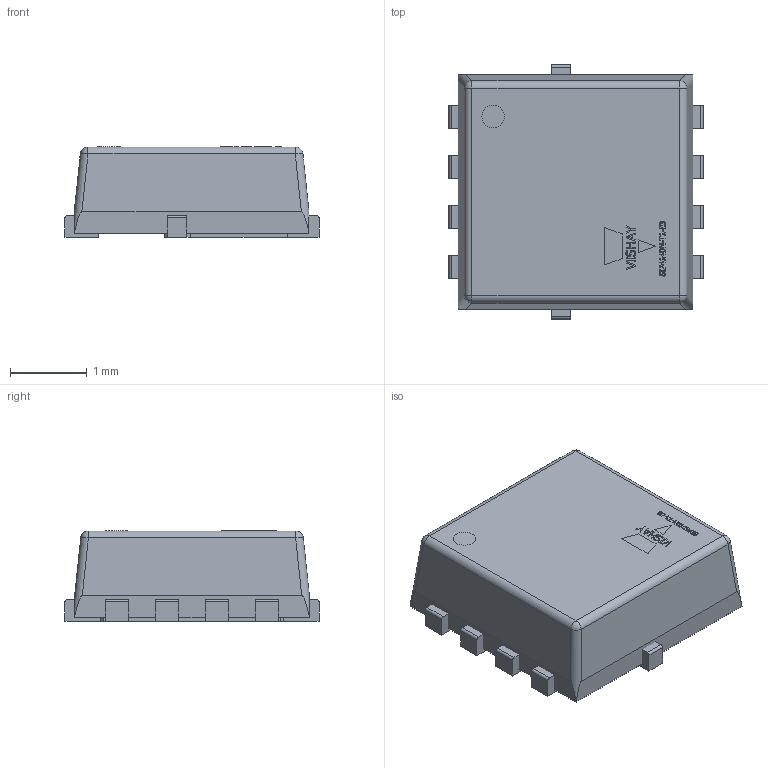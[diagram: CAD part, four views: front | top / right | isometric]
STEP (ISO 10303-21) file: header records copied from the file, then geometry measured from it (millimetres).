
FILE_DESCRIPTION(/* description */ (''),/* implementation_level */ '2;1');
FILE_NAME(/* name */ '1.stp',/* time_stamp */ '2019-05-05T23:06:54+02:00',/* author */ ('karim'),/* organization */ (''),/* preprocessor_version */ 'ST-DEVELOPER v15.6',/* originating_system */ 'Autodesk Inventor 2015',/* authorisation */ '');
FILE_SCHEMA (('AUTOMOTIVE_DESIGN { 1 0 10303 214 3 1 1 }'));
Length unit declared in the file: millimetre
Products named in the file (5): 1; Vishay logo; Vishay logo 1; body
Bounding box: 3.3 x 3.3 x 1.17 mm (x, y, z)
Volume: 11.3 mm3; surface area: 46.5 mm2
Topology: 29 solids, 29 shells, 383 faces, 963 edges, 638 vertices
Faces by surface type: plane 299, bspline 61, cylinder 19, sphere 4
Full cylindrical faces by diameter (mm): 0.293 x1
Entity records: 11730 total; most frequent: CARTESIAN_POINT 2785, ORIENTED_EDGE 1924, DIRECTION 1544, EDGE_CURVE 962, LINE 798, VECTOR 798, VERTEX_POINT 638, EDGE_LOOP 392
